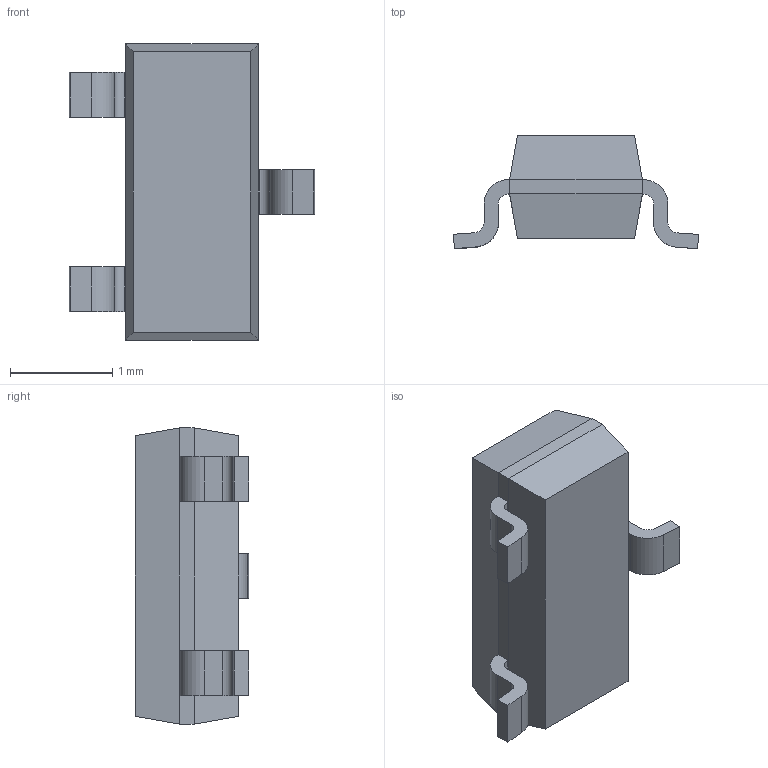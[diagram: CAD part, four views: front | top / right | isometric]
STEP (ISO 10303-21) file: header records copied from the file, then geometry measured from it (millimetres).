
FILE_DESCRIPTION (( 'STEP AP214' ), '1' );
FILE_NAME ('MMBZ27VALT1.STEP', '2022-06-27T08:54:50', ( '' ), ( '' ), 'SwSTEP 2.0', 'SolidWorks 2017', '' );
FILE_SCHEMA (( 'AUTOMOTIVE_DESIGN' ));
Length unit declared in the file: millimetre
Products named in the file (2): MMBZ27VALT1_MMBZ27VALT1; MMBZ27VALT1
Assembly tree (1 placements, depth 2):
  MMBZ27VALT1
    MMBZ27VALT1_MMBZ27VALT1
Bounding box: 2.4 x 1.11 x 2.9 mm (x, y, z)
Volume: 3.7 mm3; surface area: 18.3 mm2
Topology: 5 solids, 5 shells, 63 faces, 148 edges, 96 vertices
Faces by surface type: plane 47, cylinder 16
Entity records: 1892 total; most frequent: DIRECTION 314, CARTESIAN_POINT 311, ORIENTED_EDGE 296, EDGE_CURVE 148, LINE 116, VECTOR 116, AXIS2_PLACEMENT_3D 99, VERTEX_POINT 96
